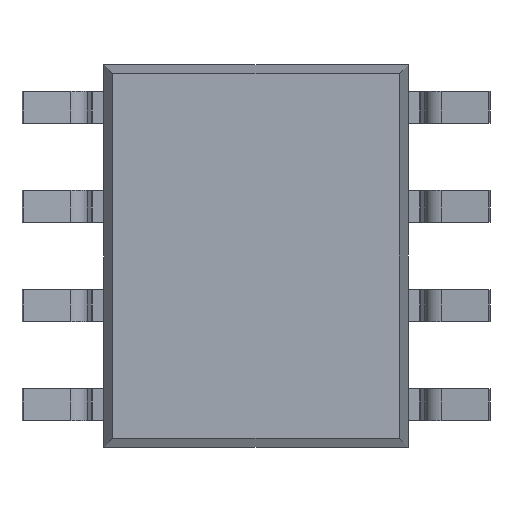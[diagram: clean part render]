
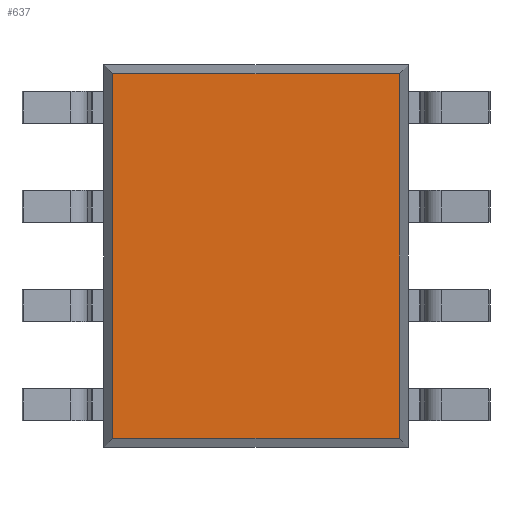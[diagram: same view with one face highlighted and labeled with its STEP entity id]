
A CAD part, front view. The second image highlights one B-rep face of the part: STEP entity #637.
In plain terms, the highlighted planar face has unit normal (0, -1, 0).
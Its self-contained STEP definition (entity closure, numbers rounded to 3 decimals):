
#464 = ORIENTED_EDGE ( 'NONE', *, *, #2856, .T. ) ;
#616 = VERTEX_POINT ( 'NONE', #1498 ) ;
#637 = ADVANCED_FACE ( 'NONE', ( #1219 ), #3345, .T. ) ;
#697 = VERTEX_POINT ( 'NONE', #1554 ) ;
#781 = CARTESIAN_POINT ( 'NONE',  ( -1.836, 0.25, 2.45 ) ) ;
#816 = EDGE_CURVE ( 'NONE', #697, #1285, #3816, .T. ) ;
#955 = AXIS2_PLACEMENT_3D ( 'NONE', #1856, #3383, #2779 ) ;
#1159 = LINE ( 'NONE', #3305, #2427 ) ;
#1219 = FACE_OUTER_BOUND ( 'NONE', #2838, .T. ) ;
#1248 = LINE ( 'NONE', #3684, #1327 ) ;
#1285 = VERTEX_POINT ( 'NONE', #3097 ) ;
#1321 = ORIENTED_EDGE ( 'NONE', *, *, #3364, .T. ) ;
#1327 = VECTOR ( 'NONE', #1549, 1000. ) ;
#1473 = EDGE_CURVE ( 'NONE', #1285, #2049, #1248, .T. ) ;
#1498 = CARTESIAN_POINT ( 'NONE',  ( 1.836, 0.25, 2.336 ) ) ;
#1549 = DIRECTION ( 'NONE',  ( 1., 0., 0. ) ) ;
#1554 = CARTESIAN_POINT ( 'NONE',  ( -1.836, 0.25, 2.336 ) ) ;
#1856 = CARTESIAN_POINT ( 'NONE',  ( 0., 0.25, 0. ) ) ;
#2049 = VERTEX_POINT ( 'NONE', #2129 ) ;
#2129 = CARTESIAN_POINT ( 'NONE',  ( 1.836, 0.25, -2.336 ) ) ;
#2427 = VECTOR ( 'NONE', #3585, 1000. ) ;
#2522 = ORIENTED_EDGE ( 'NONE', *, *, #816, .T. ) ;
#2627 = DIRECTION ( 'NONE',  ( -1., 0., 0. ) ) ;
#2779 = DIRECTION ( 'NONE',  ( 0., 0., -1. ) ) ;
#2838 = EDGE_LOOP ( 'NONE', ( #3368, #464, #1321, #2522 ) ) ;
#2856 = EDGE_CURVE ( 'NONE', #2049, #616, #1159, .T. ) ;
#2864 = DIRECTION ( 'NONE',  ( 0., 0., -1. ) ) ;
#3097 = CARTESIAN_POINT ( 'NONE',  ( -1.836, 0.25, -2.336 ) ) ;
#3305 = CARTESIAN_POINT ( 'NONE',  ( 1.836, 0.25, -2.45 ) ) ;
#3345 = PLANE ( 'NONE',  #955 ) ;
#3364 = EDGE_CURVE ( 'NONE', #616, #697, #3866, .T. ) ;
#3368 = ORIENTED_EDGE ( 'NONE', *, *, #1473, .T. ) ;
#3378 = VECTOR ( 'NONE', #2627, 1000. ) ;
#3383 = DIRECTION ( 'NONE',  ( 0., -1., 0. ) ) ;
#3526 = CARTESIAN_POINT ( 'NONE',  ( 1.95, 0.25, 2.336 ) ) ;
#3585 = DIRECTION ( 'NONE',  ( 0., 0., 1. ) ) ;
#3684 = CARTESIAN_POINT ( 'NONE',  ( -1.95, 0.25, -2.336 ) ) ;
#3803 = VECTOR ( 'NONE', #2864, 1000. ) ;
#3816 = LINE ( 'NONE', #781, #3803 ) ;
#3866 = LINE ( 'NONE', #3526, #3378 ) ;
